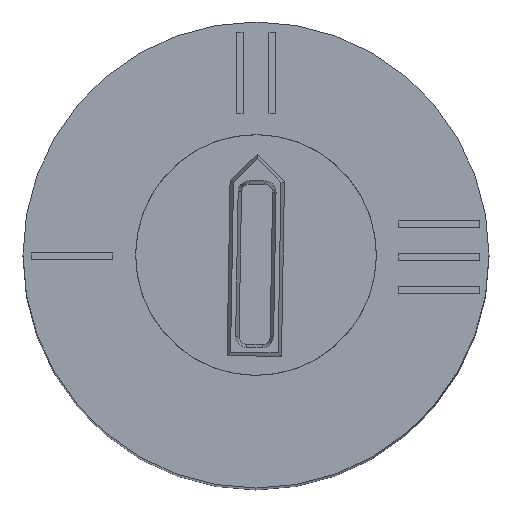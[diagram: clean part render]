
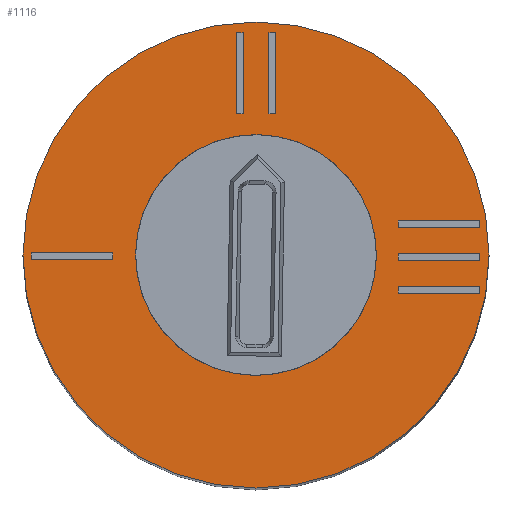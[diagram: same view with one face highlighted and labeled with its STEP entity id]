
A CAD part, top view. The second image highlights one B-rep face of the part: STEP entity #1116.
In plain terms, the highlighted planar face has unit normal (0, 0, 1).
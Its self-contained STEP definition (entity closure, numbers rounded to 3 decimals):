
#30=FACE_BOUND('',#204,.T.);
#31=FACE_BOUND('',#205,.T.);
#32=FACE_BOUND('',#206,.T.);
#33=FACE_BOUND('',#207,.T.);
#34=FACE_BOUND('',#208,.T.);
#35=FACE_BOUND('',#209,.T.);
#36=FACE_BOUND('',#210,.T.);
#58=CIRCLE('',#1255,1.55);
#64=CIRCLE('',#1265,3.);
#135=FACE_OUTER_BOUND('',#203,.T.);
#203=EDGE_LOOP('',(#897));
#204=EDGE_LOOP('',(#898,#899,#900,#901));
#205=EDGE_LOOP('',(#902,#903,#904,#905));
#206=EDGE_LOOP('',(#906,#907,#908,#909));
#207=EDGE_LOOP('',(#910,#911,#912,#913));
#208=EDGE_LOOP('',(#914,#915,#916,#917));
#209=EDGE_LOOP('',(#918,#919,#920,#921));
#210=EDGE_LOOP('',(#922));
#239=LINE('',#1648,#356);
#243=LINE('',#1655,#360);
#246=LINE('',#1661,#363);
#248=LINE('',#1664,#365);
#251=LINE('',#1673,#368);
#255=LINE('',#1680,#372);
#258=LINE('',#1686,#375);
#260=LINE('',#1689,#377);
#263=LINE('',#1698,#380);
#267=LINE('',#1705,#384);
#270=LINE('',#1711,#387);
#272=LINE('',#1714,#389);
#275=LINE('',#1723,#392);
#279=LINE('',#1730,#396);
#282=LINE('',#1736,#399);
#284=LINE('',#1739,#401);
#287=LINE('',#1748,#404);
#291=LINE('',#1755,#408);
#294=LINE('',#1761,#411);
#296=LINE('',#1764,#413);
#299=LINE('',#1773,#416);
#303=LINE('',#1780,#420);
#306=LINE('',#1786,#423);
#308=LINE('',#1789,#425);
#356=VECTOR('',#1318,10.);
#360=VECTOR('',#1324,10.);
#363=VECTOR('',#1329,10.);
#365=VECTOR('',#1333,10.);
#368=VECTOR('',#1340,10.);
#372=VECTOR('',#1346,10.);
#375=VECTOR('',#1351,10.);
#377=VECTOR('',#1355,10.);
#380=VECTOR('',#1362,10.);
#384=VECTOR('',#1368,10.);
#387=VECTOR('',#1373,10.);
#389=VECTOR('',#1377,10.);
#392=VECTOR('',#1384,10.);
#396=VECTOR('',#1390,10.);
#399=VECTOR('',#1395,10.);
#401=VECTOR('',#1399,10.);
#404=VECTOR('',#1406,10.);
#408=VECTOR('',#1412,10.);
#411=VECTOR('',#1417,10.);
#413=VECTOR('',#1421,10.);
#416=VECTOR('',#1428,10.);
#420=VECTOR('',#1434,10.);
#423=VECTOR('',#1439,10.);
#425=VECTOR('',#1443,10.);
#473=VERTEX_POINT('',#1645);
#474=VERTEX_POINT('',#1647);
#476=VERTEX_POINT('',#1653);
#478=VERTEX_POINT('',#1659);
#481=VERTEX_POINT('',#1670);
#482=VERTEX_POINT('',#1672);
#484=VERTEX_POINT('',#1678);
#486=VERTEX_POINT('',#1684);
#489=VERTEX_POINT('',#1695);
#490=VERTEX_POINT('',#1697);
#492=VERTEX_POINT('',#1703);
#494=VERTEX_POINT('',#1709);
#497=VERTEX_POINT('',#1720);
#498=VERTEX_POINT('',#1722);
#500=VERTEX_POINT('',#1728);
#502=VERTEX_POINT('',#1734);
#505=VERTEX_POINT('',#1745);
#506=VERTEX_POINT('',#1747);
#508=VERTEX_POINT('',#1753);
#510=VERTEX_POINT('',#1759);
#513=VERTEX_POINT('',#1770);
#514=VERTEX_POINT('',#1772);
#516=VERTEX_POINT('',#1778);
#518=VERTEX_POINT('',#1784);
#530=VERTEX_POINT('',#1826);
#536=VERTEX_POINT('',#1846);
#573=EDGE_CURVE('',#474,#473,#239,.T.);
#577=EDGE_CURVE('',#473,#476,#243,.T.);
#580=EDGE_CURVE('',#476,#478,#246,.T.);
#582=EDGE_CURVE('',#478,#474,#248,.T.);
#585=EDGE_CURVE('',#482,#481,#251,.T.);
#589=EDGE_CURVE('',#481,#484,#255,.T.);
#592=EDGE_CURVE('',#484,#486,#258,.T.);
#594=EDGE_CURVE('',#486,#482,#260,.T.);
#597=EDGE_CURVE('',#490,#489,#263,.T.);
#601=EDGE_CURVE('',#489,#492,#267,.T.);
#604=EDGE_CURVE('',#492,#494,#270,.T.);
#606=EDGE_CURVE('',#494,#490,#272,.T.);
#609=EDGE_CURVE('',#498,#497,#275,.T.);
#613=EDGE_CURVE('',#497,#500,#279,.T.);
#616=EDGE_CURVE('',#500,#502,#282,.T.);
#618=EDGE_CURVE('',#502,#498,#284,.T.);
#621=EDGE_CURVE('',#506,#505,#287,.T.);
#625=EDGE_CURVE('',#505,#508,#291,.T.);
#628=EDGE_CURVE('',#508,#510,#294,.T.);
#630=EDGE_CURVE('',#510,#506,#296,.T.);
#633=EDGE_CURVE('',#514,#513,#299,.T.);
#637=EDGE_CURVE('',#513,#516,#303,.T.);
#640=EDGE_CURVE('',#516,#518,#306,.T.);
#642=EDGE_CURVE('',#518,#514,#308,.T.);
#659=EDGE_CURVE('',#530,#530,#58,.T.);
#669=EDGE_CURVE('',#536,#536,#64,.T.);
#897=ORIENTED_EDGE('',*,*,#669,.F.);
#898=ORIENTED_EDGE('',*,*,#573,.T.);
#899=ORIENTED_EDGE('',*,*,#577,.T.);
#900=ORIENTED_EDGE('',*,*,#580,.T.);
#901=ORIENTED_EDGE('',*,*,#582,.T.);
#902=ORIENTED_EDGE('',*,*,#585,.T.);
#903=ORIENTED_EDGE('',*,*,#589,.T.);
#904=ORIENTED_EDGE('',*,*,#592,.T.);
#905=ORIENTED_EDGE('',*,*,#594,.T.);
#906=ORIENTED_EDGE('',*,*,#597,.T.);
#907=ORIENTED_EDGE('',*,*,#601,.T.);
#908=ORIENTED_EDGE('',*,*,#604,.T.);
#909=ORIENTED_EDGE('',*,*,#606,.T.);
#910=ORIENTED_EDGE('',*,*,#609,.T.);
#911=ORIENTED_EDGE('',*,*,#613,.T.);
#912=ORIENTED_EDGE('',*,*,#616,.T.);
#913=ORIENTED_EDGE('',*,*,#618,.T.);
#914=ORIENTED_EDGE('',*,*,#621,.T.);
#915=ORIENTED_EDGE('',*,*,#625,.T.);
#916=ORIENTED_EDGE('',*,*,#628,.T.);
#917=ORIENTED_EDGE('',*,*,#630,.T.);
#918=ORIENTED_EDGE('',*,*,#633,.T.);
#919=ORIENTED_EDGE('',*,*,#637,.T.);
#920=ORIENTED_EDGE('',*,*,#640,.T.);
#921=ORIENTED_EDGE('',*,*,#642,.T.);
#922=ORIENTED_EDGE('',*,*,#659,.T.);
#1059=PLANE('',#1266);
#1116=ADVANCED_FACE('',(#135,#30,#31,#32,#33,#34,#35,#36),#1059,.F.);
#1255=AXIS2_PLACEMENT_3D('',#1827,#1489,#1490);
#1265=AXIS2_PLACEMENT_3D('',#1847,#1513,#1514);
#1266=AXIS2_PLACEMENT_3D('',#1849,#1516,#1517);
#1318=DIRECTION('',(-1.,0.,0.));
#1324=DIRECTION('',(0.,1.,0.));
#1329=DIRECTION('',(1.,0.,0.));
#1333=DIRECTION('',(0.,-1.,0.));
#1340=DIRECTION('',(-1.,0.,0.));
#1346=DIRECTION('',(0.,1.,0.));
#1351=DIRECTION('',(1.,0.,0.));
#1355=DIRECTION('',(0.,-1.,0.));
#1362=DIRECTION('',(-1.,0.,0.));
#1368=DIRECTION('',(0.,1.,0.));
#1373=DIRECTION('',(1.,0.,0.));
#1377=DIRECTION('',(0.,-1.,0.));
#1384=DIRECTION('',(0.,1.,0.));
#1390=DIRECTION('',(1.,0.,0.));
#1395=DIRECTION('',(0.,-1.,0.));
#1399=DIRECTION('',(-1.,0.,0.));
#1406=DIRECTION('',(0.,1.,0.));
#1412=DIRECTION('',(1.,0.,0.));
#1417=DIRECTION('',(0.,-1.,0.));
#1421=DIRECTION('',(-1.,0.,0.));
#1428=DIRECTION('',(-1.,0.,0.));
#1434=DIRECTION('',(0.,1.,0.));
#1439=DIRECTION('',(1.,0.,0.));
#1443=DIRECTION('',(0.,-1.,0.));
#1489=DIRECTION('center_axis',(0.,0.,-1.));
#1490=DIRECTION('ref_axis',(1.,0.,0.));
#1513=DIRECTION('center_axis',(0.,0.,-1.));
#1514=DIRECTION('ref_axis',(-1.,0.,0.));
#1516=DIRECTION('center_axis',(0.,0.,-1.));
#1517=DIRECTION('ref_axis',(-1.,0.,0.));
#1645=CARTESIAN_POINT('',(1.83,0.348,17.));
#1647=CARTESIAN_POINT('',(2.877,0.348,17.));
#1648=CARTESIAN_POINT('',(1.438,0.348,17.));
#1653=CARTESIAN_POINT('',(1.83,0.438,17.));
#1655=CARTESIAN_POINT('',(1.83,0.174,17.));
#1659=CARTESIAN_POINT('',(2.877,0.438,17.));
#1661=CARTESIAN_POINT('',(0.915,0.438,17.));
#1664=CARTESIAN_POINT('',(2.877,0.219,17.));
#1670=CARTESIAN_POINT('',(1.83,-0.072,17.));
#1672=CARTESIAN_POINT('',(2.877,-0.072,17.));
#1673=CARTESIAN_POINT('',(1.438,-0.072,17.));
#1678=CARTESIAN_POINT('',(1.83,0.017,17.));
#1680=CARTESIAN_POINT('',(1.83,-0.036,17.));
#1684=CARTESIAN_POINT('',(2.877,0.017,17.));
#1686=CARTESIAN_POINT('',(0.915,0.017,17.));
#1689=CARTESIAN_POINT('',(2.877,0.008,17.));
#1695=CARTESIAN_POINT('',(1.83,-0.493,17.));
#1697=CARTESIAN_POINT('',(2.877,-0.493,17.));
#1698=CARTESIAN_POINT('',(1.438,-0.493,17.));
#1703=CARTESIAN_POINT('',(1.83,-0.404,17.));
#1705=CARTESIAN_POINT('',(1.83,-0.247,17.));
#1709=CARTESIAN_POINT('',(2.877,-0.404,17.));
#1711=CARTESIAN_POINT('',(0.915,-0.404,17.));
#1714=CARTESIAN_POINT('',(2.877,-0.202,17.));
#1720=CARTESIAN_POINT('',(0.167,2.863,17.));
#1722=CARTESIAN_POINT('',(0.167,1.817,17.));
#1723=CARTESIAN_POINT('',(0.167,0.909,17.));
#1728=CARTESIAN_POINT('',(0.256,2.863,17.));
#1730=CARTESIAN_POINT('',(0.083,2.863,17.));
#1734=CARTESIAN_POINT('',(0.256,1.817,17.));
#1736=CARTESIAN_POINT('',(0.256,1.432,17.));
#1739=CARTESIAN_POINT('',(0.128,1.817,17.));
#1745=CARTESIAN_POINT('',(-0.254,2.863,17.));
#1747=CARTESIAN_POINT('',(-0.254,1.817,17.));
#1748=CARTESIAN_POINT('',(-0.254,0.909,17.));
#1753=CARTESIAN_POINT('',(-0.164,2.863,17.));
#1755=CARTESIAN_POINT('',(-0.127,2.863,17.));
#1759=CARTESIAN_POINT('',(-0.164,1.817,17.));
#1761=CARTESIAN_POINT('',(-0.164,1.432,17.));
#1764=CARTESIAN_POINT('',(-0.082,1.817,17.));
#1770=CARTESIAN_POINT('',(-2.89,-0.062,17.));
#1772=CARTESIAN_POINT('',(-1.844,-0.062,17.));
#1773=CARTESIAN_POINT('',(-0.922,-0.062,17.));
#1778=CARTESIAN_POINT('',(-2.89,0.028,17.));
#1780=CARTESIAN_POINT('',(-2.89,-0.031,17.));
#1784=CARTESIAN_POINT('',(-1.844,0.028,17.));
#1786=CARTESIAN_POINT('',(-1.445,0.028,17.));
#1789=CARTESIAN_POINT('',(-1.844,0.014,17.));
#1826=CARTESIAN_POINT('',(-1.55,0.,17.));
#1827=CARTESIAN_POINT('Origin',(0.,0.,17.));
#1846=CARTESIAN_POINT('',(3.,0.,17.));
#1847=CARTESIAN_POINT('Origin',(0.,0.,17.));
#1849=CARTESIAN_POINT('Origin',(0.,0.,17.));
